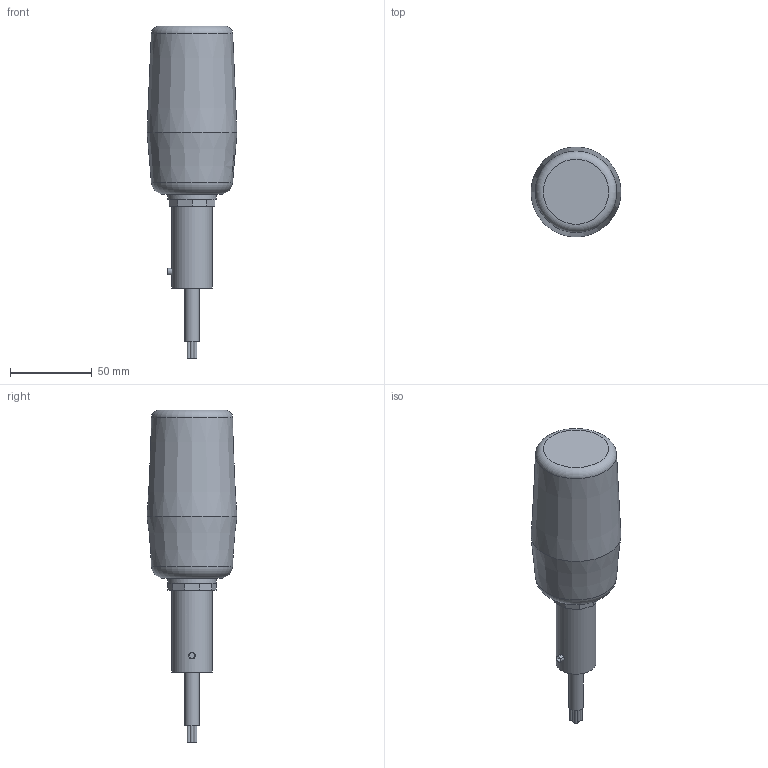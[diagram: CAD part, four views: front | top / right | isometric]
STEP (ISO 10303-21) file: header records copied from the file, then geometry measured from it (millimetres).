
FILE_DESCRIPTION((''),'2;1');
FILE_NAME('127246.stp','2020-01-08T08:20:52',('e.eickhoff'),(''),'Autodesk Inventor 2012','Autodesk Inventor 2012','');
FILE_SCHEMA(('AUTOMOTIVE_DESIGN { 1 0 10303 214 1 1 1 1 }'));
Length unit declared in the file: millimetre
Products named in the file (5): 127246; 127241; Schraube; 127244
Assembly tree (4 placements, depth 3):
  127246
    127241
      127241
      Schraube
    127244
Bounding box: 55 x 55 x 203 mm (x, y, z)
Volume: 239795.1 mm3; surface area: 32072.2 mm2
Topology: 3 solids, 3 shells, 84 faces, 160 edges, 101 vertices
Faces by surface type: plane 54, cylinder 25, cone 3, torus 2
Full cylindrical faces by diameter (mm): 1.9 x9, 3 x7, 4 x2, 9 x1, 15.5 x1, 17.5 x1, 20.5 x1, 21.5 x1, 24.5 x1, 29.5 x1
Entity records: 2334 total; most frequent: CARTESIAN_POINT 590, DIRECTION 346, ORIENTED_EDGE 226, AXIS2_PLACEMENT_3D 149, EDGE_LOOP 140, EDGE_CURVE 113, VERTEX_POINT 87, FACE_OUTER_BOUND 84
